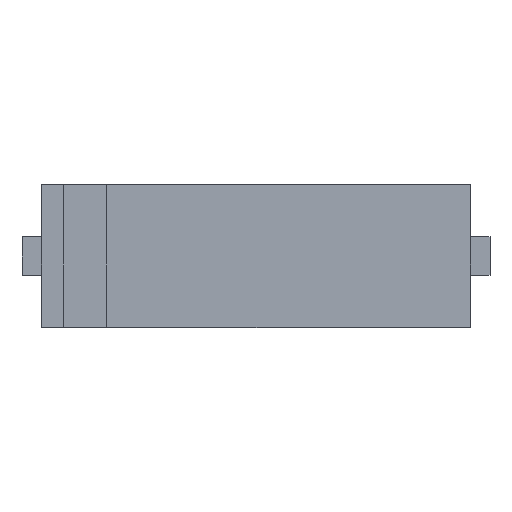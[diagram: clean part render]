
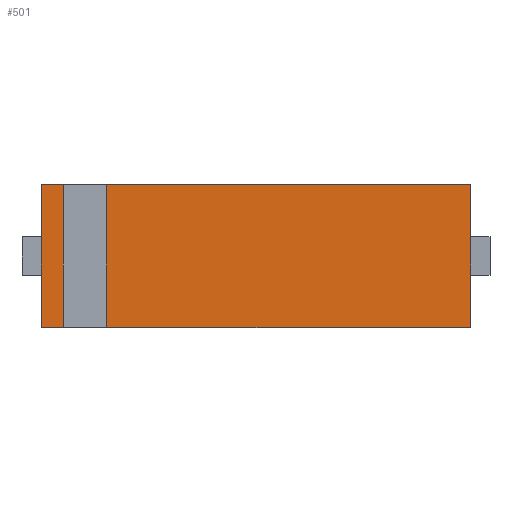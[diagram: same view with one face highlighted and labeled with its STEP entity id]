
A CAD part, top view. The second image highlights one B-rep face of the part: STEP entity #501.
In plain terms, the highlighted planar face has unit normal (0, 0, 1).
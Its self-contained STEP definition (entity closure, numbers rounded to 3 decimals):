
#149 = PLANE('',#150);
#150 = AXIS2_PLACEMENT_3D('',#151,#152,#153);
#151 = CARTESIAN_POINT('',(-22.475,-7.5,0.673));
#152 = DIRECTION('',(0.999,0.,-0.048));
#153 = DIRECTION('',(0.,1.,0.));
#230 = PLANE('',#231);
#231 = AXIS2_PLACEMENT_3D('',#232,#233,#234);
#232 = CARTESIAN_POINT('',(-22.5,-7.475,0.673));
#233 = DIRECTION('',(0.,0.999,-0.048));
#234 = DIRECTION('',(-1.,-0.,-0.));
#246 = VERTEX_POINT('',#247);
#247 = CARTESIAN_POINT('',(-22.45,-7.45,1.198));
#270 = VERTEX_POINT('',#271);
#271 = CARTESIAN_POINT('',(-22.45,7.45,1.198));
#285 = PLANE('',#286);
#286 = AXIS2_PLACEMENT_3D('',#287,#288,#289);
#287 = CARTESIAN_POINT('',(-22.5,7.475,0.673));
#288 = DIRECTION('',(0.,0.999,0.048));
#289 = DIRECTION('',(-1.,-0.,0.));
#297 = EDGE_CURVE('',#246,#270,#298,.T.);
#298 = SURFACE_CURVE('',#299,(#303,#310),.PCURVE_S1.);
#299 = LINE('',#300,#301);
#300 = CARTESIAN_POINT('',(-22.45,-7.5,1.198));
#301 = VECTOR('',#302,1.);
#302 = DIRECTION('',(0.,1.,0.));
#303 = PCURVE('',#149,#304);
#304 = DEFINITIONAL_REPRESENTATION('',(#305),#309);
#305 = LINE('',#306,#307);
#306 = CARTESIAN_POINT('',(0.,0.526));
#307 = VECTOR('',#308,1.);
#308 = DIRECTION('',(1.,0.));
#309 = ( GEOMETRIC_REPRESENTATION_CONTEXT(2) 
PARAMETRIC_REPRESENTATION_CONTEXT() REPRESENTATION_CONTEXT('2D SPACE',''
  ) );
#310 = PCURVE('',#311,#316);
#311 = PLANE('',#312);
#312 = AXIS2_PLACEMENT_3D('',#313,#314,#315);
#313 = CARTESIAN_POINT('',(-22.5,-7.5,1.198));
#314 = DIRECTION('',(0.,0.,1.));
#315 = DIRECTION('',(1.,0.,0.));
#316 = DEFINITIONAL_REPRESENTATION('',(#317),#321);
#317 = LINE('',#318,#319);
#318 = CARTESIAN_POINT('',(0.05,0.));
#319 = VECTOR('',#320,1.);
#320 = DIRECTION('',(0.,1.));
#321 = ( GEOMETRIC_REPRESENTATION_CONTEXT(2) 
PARAMETRIC_REPRESENTATION_CONTEXT() REPRESENTATION_CONTEXT('2D SPACE',''
  ) );
#441 = PLANE('',#442);
#442 = AXIS2_PLACEMENT_3D('',#443,#444,#445);
#443 = CARTESIAN_POINT('',(22.475,-7.5,0.673));
#444 = DIRECTION('',(0.999,0.,0.048));
#445 = DIRECTION('',(-0.,1.,0.));
#459 = VERTEX_POINT('',#460);
#460 = CARTESIAN_POINT('',(22.45,-7.45,1.198));
#481 = EDGE_CURVE('',#246,#459,#482,.T.);
#482 = SURFACE_CURVE('',#483,(#487,#494),.PCURVE_S1.);
#483 = LINE('',#484,#485);
#484 = CARTESIAN_POINT('',(-22.5,-7.45,1.198));
#485 = VECTOR('',#486,1.);
#486 = DIRECTION('',(1.,0.,0.));
#487 = PCURVE('',#230,#488);
#488 = DEFINITIONAL_REPRESENTATION('',(#489),#493);
#489 = LINE('',#490,#491);
#490 = CARTESIAN_POINT('',(-0.,0.526));
#491 = VECTOR('',#492,1.);
#492 = DIRECTION('',(-1.,0.));
#493 = ( GEOMETRIC_REPRESENTATION_CONTEXT(2) 
PARAMETRIC_REPRESENTATION_CONTEXT() REPRESENTATION_CONTEXT('2D SPACE',''
  ) );
#494 = PCURVE('',#311,#495);
#495 = DEFINITIONAL_REPRESENTATION('',(#496),#500);
#496 = LINE('',#497,#498);
#497 = CARTESIAN_POINT('',(0.,0.05));
#498 = VECTOR('',#499,1.);
#499 = DIRECTION('',(1.,0.));
#500 = ( GEOMETRIC_REPRESENTATION_CONTEXT(2) 
PARAMETRIC_REPRESENTATION_CONTEXT() REPRESENTATION_CONTEXT('2D SPACE',''
  ) );
#501 = ADVANCED_FACE('',(#502),#311,.T.);
#502 = FACE_BOUND('',#503,.T.);
#503 = EDGE_LOOP('',(#504,#505,#506,#529));
#504 = ORIENTED_EDGE('',*,*,#297,.F.);
#505 = ORIENTED_EDGE('',*,*,#481,.T.);
#506 = ORIENTED_EDGE('',*,*,#507,.T.);
#507 = EDGE_CURVE('',#459,#508,#510,.T.);
#508 = VERTEX_POINT('',#509);
#509 = CARTESIAN_POINT('',(22.45,7.45,1.198));
#510 = SURFACE_CURVE('',#511,(#515,#522),.PCURVE_S1.);
#511 = LINE('',#512,#513);
#512 = CARTESIAN_POINT('',(22.45,-7.5,1.198));
#513 = VECTOR('',#514,1.);
#514 = DIRECTION('',(0.,1.,0.));
#515 = PCURVE('',#311,#516);
#516 = DEFINITIONAL_REPRESENTATION('',(#517),#521);
#517 = LINE('',#518,#519);
#518 = CARTESIAN_POINT('',(44.95,0.));
#519 = VECTOR('',#520,1.);
#520 = DIRECTION('',(0.,1.));
#521 = ( GEOMETRIC_REPRESENTATION_CONTEXT(2) 
PARAMETRIC_REPRESENTATION_CONTEXT() REPRESENTATION_CONTEXT('2D SPACE',''
  ) );
#522 = PCURVE('',#441,#523);
#523 = DEFINITIONAL_REPRESENTATION('',(#524),#528);
#524 = LINE('',#525,#526);
#525 = CARTESIAN_POINT('',(0.,0.526));
#526 = VECTOR('',#527,1.);
#527 = DIRECTION('',(1.,0.));
#528 = ( GEOMETRIC_REPRESENTATION_CONTEXT(2) 
PARAMETRIC_REPRESENTATION_CONTEXT() REPRESENTATION_CONTEXT('2D SPACE',''
  ) );
#529 = ORIENTED_EDGE('',*,*,#530,.F.);
#530 = EDGE_CURVE('',#270,#508,#531,.T.);
#531 = SURFACE_CURVE('',#532,(#536,#543),.PCURVE_S1.);
#532 = LINE('',#533,#534);
#533 = CARTESIAN_POINT('',(-22.5,7.45,1.198));
#534 = VECTOR('',#535,1.);
#535 = DIRECTION('',(1.,0.,0.));
#536 = PCURVE('',#311,#537);
#537 = DEFINITIONAL_REPRESENTATION('',(#538),#542);
#538 = LINE('',#539,#540);
#539 = CARTESIAN_POINT('',(0.,14.95));
#540 = VECTOR('',#541,1.);
#541 = DIRECTION('',(1.,0.));
#542 = ( GEOMETRIC_REPRESENTATION_CONTEXT(2) 
PARAMETRIC_REPRESENTATION_CONTEXT() REPRESENTATION_CONTEXT('2D SPACE',''
  ) );
#543 = PCURVE('',#285,#544);
#544 = DEFINITIONAL_REPRESENTATION('',(#545),#549);
#545 = LINE('',#546,#547);
#546 = CARTESIAN_POINT('',(-0.,0.526));
#547 = VECTOR('',#548,1.);
#548 = DIRECTION('',(-1.,0.));
#549 = ( GEOMETRIC_REPRESENTATION_CONTEXT(2) 
PARAMETRIC_REPRESENTATION_CONTEXT() REPRESENTATION_CONTEXT('2D SPACE',''
  ) );
